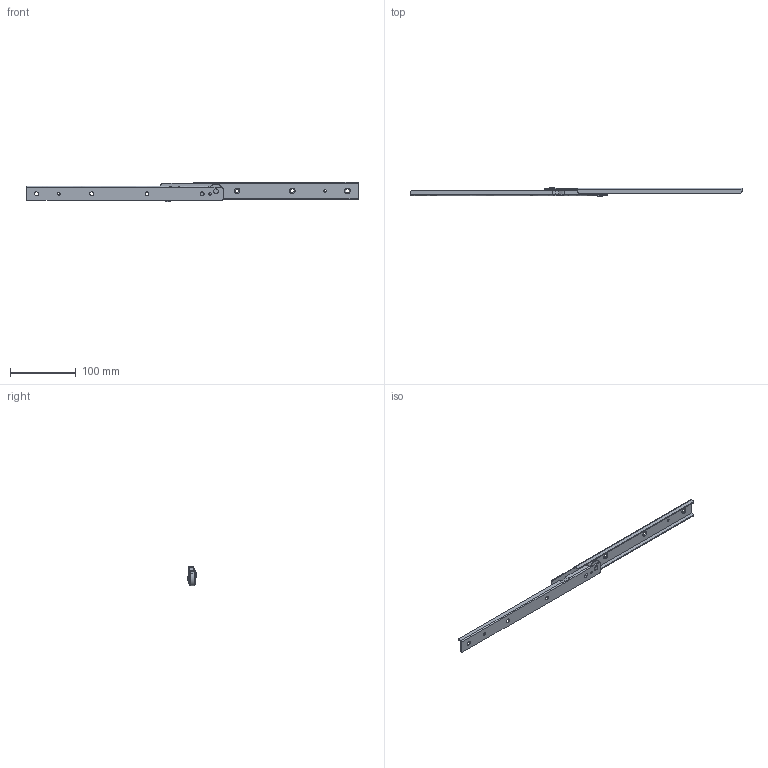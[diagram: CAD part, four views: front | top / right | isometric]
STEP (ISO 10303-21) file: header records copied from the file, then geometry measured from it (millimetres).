
FILE_DESCRIPTION((''),'2;1');
FILE_NAME('','2005-12-15T09:44:41',(''),(''),'','CADfix','');
FILE_SCHEMA(('AUTOMOTIVE_DESIGN'));
Length unit declared in the file: millimetre
Products named in the file (4): roller; member_B; member_A; TM_95_3_7313_36
Assembly tree (4 placements, depth 2):
  TM_95_3_7313_36
    roller  x2
    member_B
    member_A
Bounding box: 505 x 13.4 x 29.6 mm (x, y, z)
Volume: 35310.9 mm3; surface area: 42434.8 mm2
Topology: 4 solids, 4 shells, 117 faces, 405 edges, 298 vertices
Faces by surface type: bspline 117
Entity records: 4038 total; most frequent: CARTESIAN_POINT 2094, ORIENTED_EDGE 690, EDGE_CURVE 345, VERTEX_POINT 252, QUASI_UNIFORM_CURVE 143, EDGE_LOOP 129, FACE_OUTER_BOUND 99, ADVANCED_FACE 99
